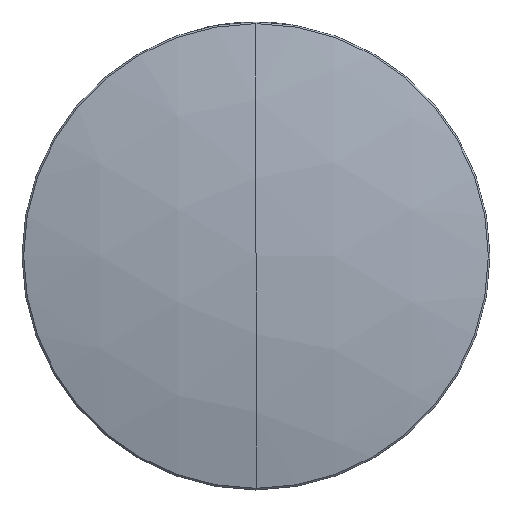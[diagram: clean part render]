
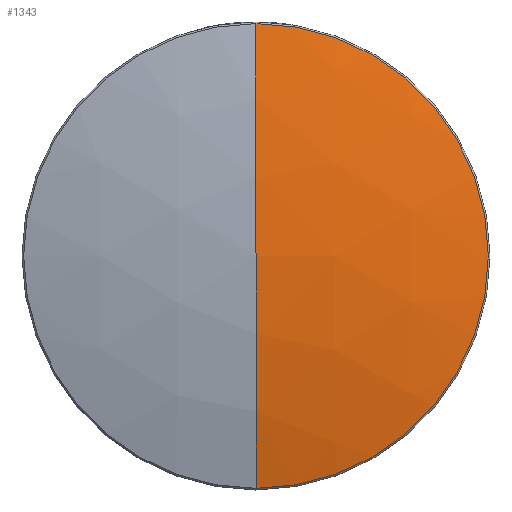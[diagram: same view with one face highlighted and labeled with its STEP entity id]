
A CAD part, top view. The second image highlights one B-rep face of the part: STEP entity #1343.
In plain terms, the highlighted spherical face has radius 103.01 mm.
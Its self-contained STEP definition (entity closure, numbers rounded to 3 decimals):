
#47 = ORIENTED_EDGE ( 'NONE', *, *, #186, .T. ) ;
#53 = DIRECTION ( 'NONE',  ( 1., 0., 0. ) ) ;
#54 = FACE_OUTER_BOUND ( 'NONE', #2217, .T. ) ;
#66 = CARTESIAN_POINT ( 'NONE',  ( 0., 0., -99.92 ) ) ;
#88 = ORIENTED_EDGE ( 'NONE', *, *, #1013, .T. ) ;
#95 = AXIS2_PLACEMENT_3D ( 'NONE', #2345, #1405, #1780 ) ;
#141 = DIRECTION ( 'NONE',  ( 0., -1., 0. ) ) ;
#144 = VERTEX_POINT ( 'NONE', #1650 ) ;
#184 = VERTEX_POINT ( 'NONE', #2081 ) ;
#186 = EDGE_CURVE ( 'NONE', #144, #184, #1500, .T. ) ;
#256 = CIRCLE ( 'NONE', #1453, 25.223 ) ;
#386 = ORIENTED_EDGE ( 'NONE', *, *, #974, .F. ) ;
#589 = CIRCLE ( 'NONE', #643, 103.01 ) ;
#643 = AXIS2_PLACEMENT_3D ( 'NONE', #2340, #1213, #141 ) ;
#677 = CARTESIAN_POINT ( 'NONE',  ( 0., 0., -0.046 ) ) ;
#779 = DIRECTION ( 'NONE',  ( 0., 1., 0. ) ) ;
#856 = DIRECTION ( 'NONE',  ( 0., 0., 1. ) ) ;
#881 = AXIS2_PLACEMENT_3D ( 'NONE', #66, #53, #779 ) ;
#933 = ORIENTED_EDGE ( 'NONE', *, *, #2189, .T. ) ;
#974 = EDGE_CURVE ( 'NONE', #1986, #184, #589, .T. ) ;
#1013 = EDGE_CURVE ( 'NONE', #1986, #2149, #256, .T. ) ;
#1036 = DIRECTION ( 'NONE',  ( 1., 0., 0. ) ) ;
#1210 = DIRECTION ( 'NONE',  ( 0., 0., 1. ) ) ;
#1213 = DIRECTION ( 'NONE',  ( -1., 0., 0. ) ) ;
#1343 = ADVANCED_FACE ( 'NONE', ( #54 ), #1533, .T. ) ;
#1405 = DIRECTION ( 'NONE',  ( 1., 0., 0. ) ) ;
#1453 = AXIS2_PLACEMENT_3D ( 'NONE', #2331, #856, #2337 ) ;
#1500 = CIRCLE ( 'NONE', #881, 103.01 ) ;
#1533 = SPHERICAL_SURFACE ( 'NONE', #95, 103.01 ) ;
#1569 = AXIS2_PLACEMENT_3D ( 'NONE', #677, #1210, #1036 ) ;
#1650 = CARTESIAN_POINT ( 'NONE',  ( 0., 25.223, -0.046 ) ) ;
#1780 = DIRECTION ( 'NONE',  ( 0., -1., 0. ) ) ;
#1870 = CARTESIAN_POINT ( 'NONE',  ( 25.223, 0., -0.046 ) ) ;
#1986 = VERTEX_POINT ( 'NONE', #2382 ) ;
#2081 = CARTESIAN_POINT ( 'NONE',  ( 0., 0., 3.09 ) ) ;
#2149 = VERTEX_POINT ( 'NONE', #1870 ) ;
#2189 = EDGE_CURVE ( 'NONE', #2149, #144, #2271, .T. ) ;
#2217 = EDGE_LOOP ( 'NONE', ( #88, #933, #47, #386 ) ) ;
#2271 = CIRCLE ( 'NONE', #1569, 25.223 ) ;
#2331 = CARTESIAN_POINT ( 'NONE',  ( 0., 0., -0.046 ) ) ;
#2337 = DIRECTION ( 'NONE',  ( 1., 0., 0. ) ) ;
#2340 = CARTESIAN_POINT ( 'NONE',  ( 0., 0., -99.92 ) ) ;
#2345 = CARTESIAN_POINT ( 'NONE',  ( 0., 0., -99.92 ) ) ;
#2382 = CARTESIAN_POINT ( 'NONE',  ( 0., -25.223, -0.046 ) ) ;
